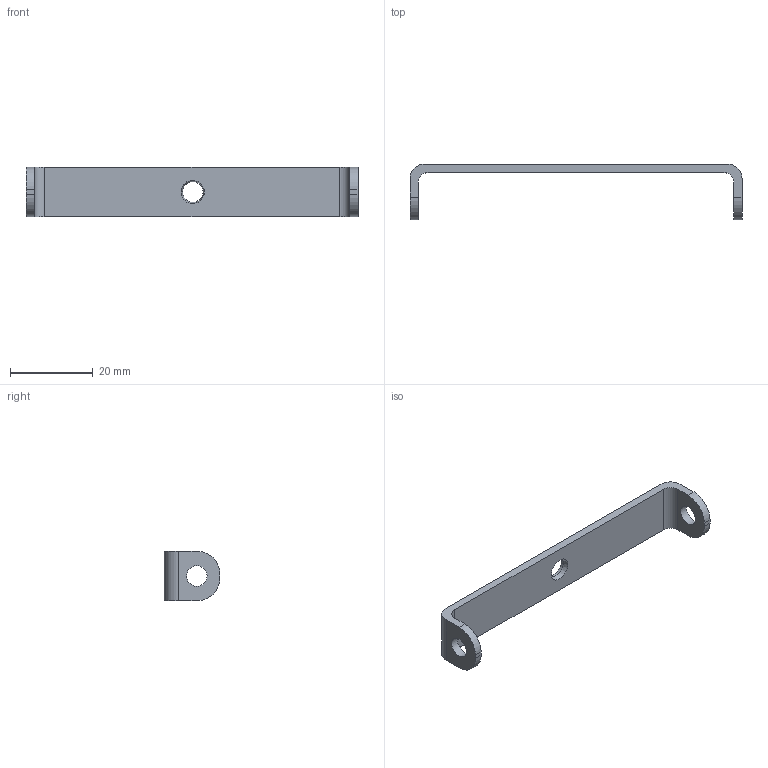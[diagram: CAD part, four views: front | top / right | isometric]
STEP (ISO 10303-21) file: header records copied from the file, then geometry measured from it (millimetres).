
FILE_DESCRIPTION(/* description */ (''),/* implementation_level */ '2;1');
FILE_NAME(/* name */ 'Petite glissiere.step',/* time_stamp */ '2024-05-20T19:04:23+02:00',/* author */ (''),/* organization */ (''),/* preprocessor_version */ 'ST-DEVELOPER v20',/* originating_system */ 'Autodesk Translation Framework v12.20.1.177',/* authorisation */ '');
FILE_SCHEMA (('AUTOMOTIVE_DESIGN { 1 0 10303 214 3 1 1 }'));
Length unit declared in the file: millimetre
Products named in the file (1): Sans nom
Bounding box: 80.4 x 13.5 x 12 mm (x, y, z)
Volume: 2277.4 mm3; surface area: 2778.6 mm2
Topology: 1 solids, 1 shells, 22 faces, 59 edges, 39 vertices
Faces by surface type: cylinder 11, plane 10, cone 1
Full cylindrical faces by diameter (mm): 5 x3
Entity records: 743 total; most frequent: DIRECTION 128, CARTESIAN_POINT 121, ORIENTED_EDGE 118, EDGE_CURVE 59, AXIS2_PLACEMENT_3D 46, VERTEX_POINT 39, LINE 36, VECTOR 36
